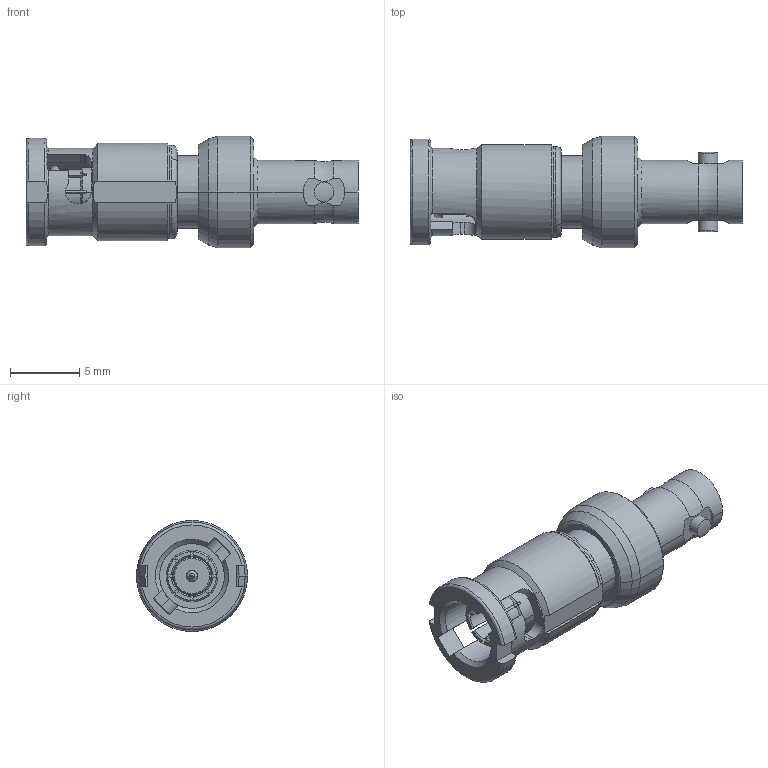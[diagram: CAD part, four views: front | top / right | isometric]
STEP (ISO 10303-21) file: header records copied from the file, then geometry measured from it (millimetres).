
FILE_DESCRIPTION((''),'2;1');
FILE_NAME('APH-HDBNCP-J_SW0001','2016-10-14T',('Clement Lazar'),(''),'PRO/ENGINEER BY PARAMETRIC TECHNOLOGY CORPORATION, 2014440','PRO/ENGINEER BY PARAMETRIC TECHNOLOGY CORPORATION, 2014440','');
FILE_SCHEMA(('CONFIG_CONTROL_DESIGN'));
Length unit declared in the file: millimetre
Products named in the file (1): APH-HDBNCP-J_SW0001
Bounding box: 23.89 x 8 x 8 mm (x, y, z)
Surface area: 933 mm2 (no closed solid volume)
Topology: 0 solids, 13 shells, 192 faces, 602 edges, 407 vertices
Faces by surface type: plane 64, cylinder 64, cone 46, torus 18
Entity records: 7318 total; most frequent: CARTESIAN_POINT 2046, DIRECTION 1110, ORIENTED_EDGE 1028, EDGE_CURVE 600, AXIS2_PLACEMENT_3D 432, VERTEX_POINT 407, VECTOR 246, LINE 246
